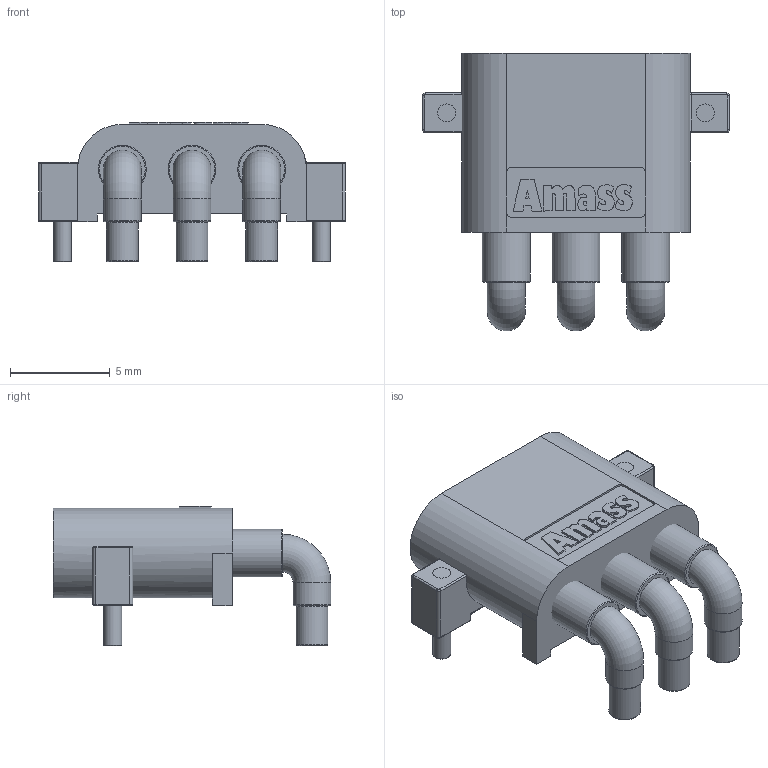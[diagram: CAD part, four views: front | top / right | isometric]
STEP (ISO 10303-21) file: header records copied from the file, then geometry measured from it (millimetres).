
FILE_DESCRIPTION(('FreeCAD Model'),'2;1');
FILE_NAME('Open CASCADE Shape Model','2025-09-12T19:56:16',(''),(''), 'Open CASCADE STEP processor 7.7','FreeCAD','Unknown');
FILE_SCHEMA(('AUTOMOTIVE_DESIGN { 1 0 10303 214 1 1 1 1 }'));
Length unit declared in the file: millimetre
Products named in the file (32): Unnamed; Body017; Body; Body001; Body002; Body003; Body004; Body005; Body006; Body007; Body008; Body009; Body010; Body011; Body012; Body013; Body014; Body015; Body016; PCB Pins002; PCB Pins; PCB Pins001; Pin 009; Pin 2; Pin 003; Pin 004; Pin 005; Pin 006; Pin 007; Pin 008; Pin 017; Pin 025
Assembly tree (45 placements, depth 3):
  Unnamed
    Body017
      Body
      Body001
      Body002
      Body003
      Body004
      Body005
      Body006
      Body007
      Body008
      Body009
      Body010
      Body011
      Body012
      Body013
      Body014
      Body015
      Body016
    PCB Pins002
      PCB Pins
      PCB Pins001
    Pin 009
      Pin 2
      Pin 003
      Pin 004
      Pin 005
      Pin 006
      Pin 007
      Pin 008
    Pin 017
      Pin 2
      Pin 003
      Pin 004
      Pin 005
      Pin 006
      Pin 007
      Pin 008
    Pin 025
      Pin 2
      Pin 003
      Pin 004
      Pin 005
      Pin 006
      Pin 007
      Pin 008
Bounding box: 15.4 x 13.95 x 7 mm (x, y, z)
Volume: 333.5 mm3; surface area: 1221.4 mm2
Topology: 40 solids, 40 shells, 733 faces, 1894 edges, 1242 vertices
Faces by surface type: bspline 408, plane 225, cylinder 70, torus 23, sphere 4, cone 3
Full cylindrical faces by diameter (mm): 0.9 x4, 1.6 x3, 1.9 x3, 2.4 x3
Entity records: 22207 total; most frequent: CARTESIAN_POINT 7311, ORIENTED_EDGE 3504, EDGE_CURVE 1752, DIRECTION 1709, VERTEX_POINT 1150, LINE 813, VECTOR 813, B_SPLINE_CURVE_WITH_KNOTS 792
